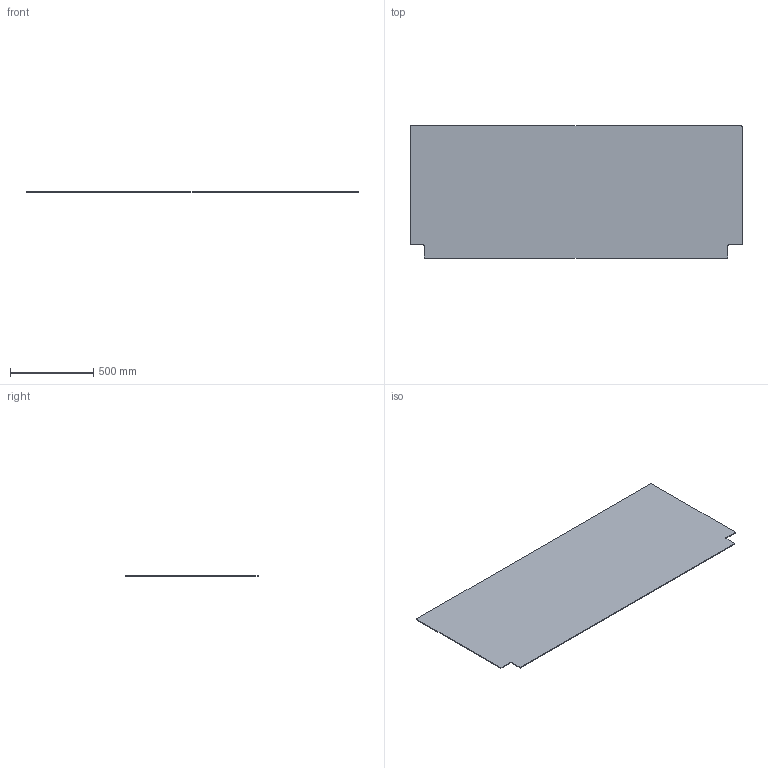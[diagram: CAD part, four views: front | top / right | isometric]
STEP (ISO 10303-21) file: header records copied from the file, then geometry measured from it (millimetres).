
FILE_DESCRIPTION(/* description */ ('KriTec PVC-Tischplattenauflage 2000x800x5mm mit Ausklinkung 81x86'),/* implementation_level */ '2;1');
FILE_NAME(/* name */ '42080_KriTec_PVC-Tischplattenauflage_2000x800x5mm_mit_Ausklinkung_81x86.stp',/* time_stamp */ '2019-01-28T10:36:13+01:00',/* author */ ('jendrek'),/* organization */ (''),/* preprocessor_version */ 'ST-DEVELOPER v17',/* originating_system */ 'Autodesk Inventor 2018',/* authorisation */ '');
FILE_SCHEMA (('AUTOMOTIVE_DESIGN { 1 0 10303 214 3 1 1 }'));
Length unit declared in the file: millimetre
Products named in the file (1): 42080
Bounding box: 2000 x 800 x 5 mm (x, y, z)
Volume: 7930322.8 mm3; surface area: 3200077.6 mm2
Topology: 1 solids, 1 shells, 18 faces, 48 edges, 32 vertices
Faces by surface type: plane 10, cylinder 8
Entity records: 607 total; most frequent: DIRECTION 102, CARTESIAN_POINT 99, ORIENTED_EDGE 96, EDGE_CURVE 48, AXIS2_PLACEMENT_3D 35, LINE 32, VECTOR 32, VERTEX_POINT 32
